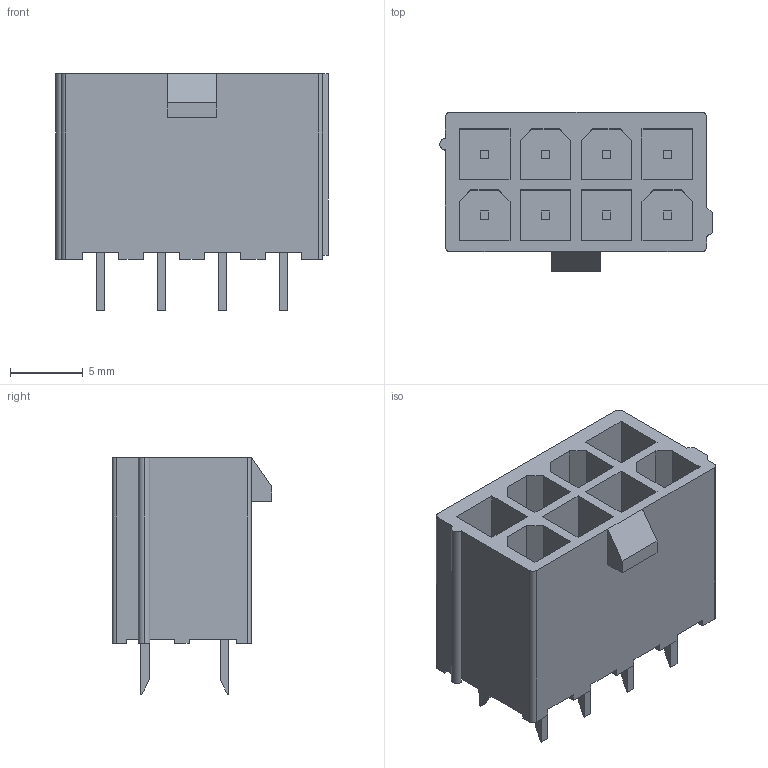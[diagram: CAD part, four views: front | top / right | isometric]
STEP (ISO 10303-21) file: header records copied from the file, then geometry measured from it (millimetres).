
FILE_DESCRIPTION((''),'2;1');
FILE_NAME('MOLEX_39-28-1083.stp','2009-02-10T10:48:40',(''),(''),'Mechanical Desktop 2006','Mechanical Desktop 2006',', , ');
FILE_SCHEMA(('AUTOMOTIVE_DESIGN { 1 2 10303 214 0 1 1 1 }'));
Length unit declared in the file: millimetre
Products named in the file (1): MOLEX_39-28-1083_3D
Bounding box: 18.8 x 11 x 16.3 mm (x, y, z)
Volume: 1238.4 mm3; surface area: 2337.8 mm2
Topology: 1 solids, 1 shells, 216 faces, 565 edges, 375 vertices
Faces by surface type: plane 210, cylinder 6
Entity records: 6546 total; most frequent: CARTESIAN_POINT 1157, ORIENTED_EDGE 1130, DIRECTION 1011, EDGE_CURVE 565, VECTOR 553, LINE 553, VERTEX_POINT 375, EDGE_LOOP 240
